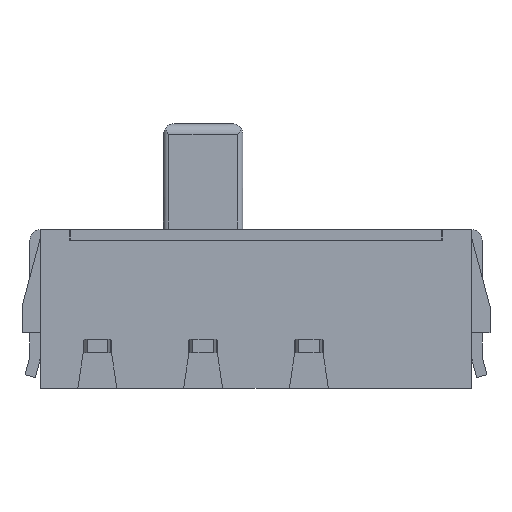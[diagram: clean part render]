
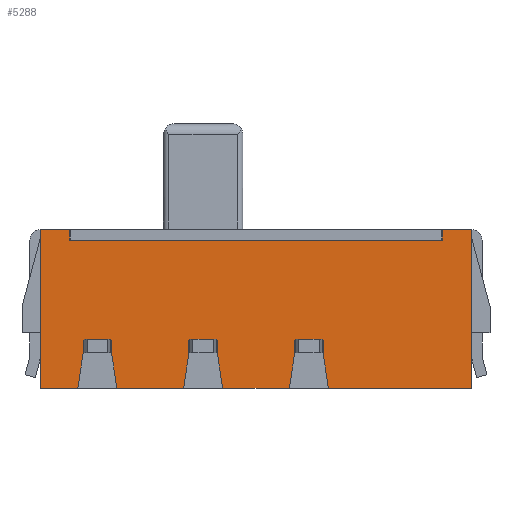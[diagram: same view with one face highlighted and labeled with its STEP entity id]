
A CAD part, front view. The second image highlights one B-rep face of the part: STEP entity #5288.
In plain terms, the highlighted planar face has unit normal (0, -1, 0).
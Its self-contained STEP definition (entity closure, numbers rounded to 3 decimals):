
#309=ORIENTED_EDGE('',*,*,#1394,.T.);
#310=ORIENTED_EDGE('',*,*,#1505,.T.);
#311=ORIENTED_EDGE('',*,*,#1506,.T.);
#312=ORIENTED_EDGE('',*,*,#1507,.T.);
#313=ORIENTED_EDGE('',*,*,#1508,.T.);
#314=ORIENTED_EDGE('',*,*,#1509,.T.);
#315=ORIENTED_EDGE('',*,*,#1510,.T.);
#316=ORIENTED_EDGE('',*,*,#1496,.F.);
#317=ORIENTED_EDGE('',*,*,#1511,.T.);
#318=ORIENTED_EDGE('',*,*,#1512,.T.);
#319=ORIENTED_EDGE('',*,*,#1390,.T.);
#320=ORIENTED_EDGE('',*,*,#1513,.T.);
#321=ORIENTED_EDGE('',*,*,#1514,.T.);
#322=ORIENTED_EDGE('',*,*,#1515,.T.);
#323=ORIENTED_EDGE('',*,*,#1516,.T.);
#324=ORIENTED_EDGE('',*,*,#1517,.T.);
#325=ORIENTED_EDGE('',*,*,#1518,.T.);
#326=ORIENTED_EDGE('',*,*,#1492,.F.);
#327=ORIENTED_EDGE('',*,*,#1519,.T.);
#328=ORIENTED_EDGE('',*,*,#1520,.T.);
#329=ORIENTED_EDGE('',*,*,#1386,.T.);
#330=ORIENTED_EDGE('',*,*,#1521,.T.);
#331=ORIENTED_EDGE('',*,*,#1522,.T.);
#332=ORIENTED_EDGE('',*,*,#1523,.T.);
#333=ORIENTED_EDGE('',*,*,#1524,.T.);
#334=ORIENTED_EDGE('',*,*,#1525,.T.);
#335=ORIENTED_EDGE('',*,*,#1526,.T.);
#336=ORIENTED_EDGE('',*,*,#1502,.F.);
#337=ORIENTED_EDGE('',*,*,#1405,.F.);
#338=ORIENTED_EDGE('',*,*,#1527,.F.);
#339=ORIENTED_EDGE('',*,*,#1528,.F.);
#340=ORIENTED_EDGE('',*,*,#1461,.F.);
#341=ORIENTED_EDGE('',*,*,#1529,.F.);
#342=ORIENTED_EDGE('',*,*,#1530,.F.);
#343=ORIENTED_EDGE('',*,*,#1446,.F.);
#344=ORIENTED_EDGE('',*,*,#1500,.F.);
#345=ORIENTED_EDGE('',*,*,#1531,.T.);
#346=ORIENTED_EDGE('',*,*,#1532,.T.);
#1386=EDGE_CURVE('',#1989,#1987,#2384,.T.);
#1390=EDGE_CURVE('',#1993,#1991,#2388,.T.);
#1394=EDGE_CURVE('',#1997,#1995,#2392,.T.);
#1405=EDGE_CURVE('',#2007,#2008,#2403,.T.);
#1446=EDGE_CURVE('',#2046,#2047,#2438,.T.);
#1461=EDGE_CURVE('',#2059,#2060,#2453,.T.);
#1492=EDGE_CURVE('',#2088,#2089,#2478,.T.);
#1496=EDGE_CURVE('',#2092,#2093,#2482,.T.);
#1500=EDGE_CURVE('',#2096,#2046,#2486,.T.);
#1502=EDGE_CURVE('',#2008,#2097,#2488,.T.);
#1505=EDGE_CURVE('',#1995,#2099,#2491,.T.);
#1506=EDGE_CURVE('',#2099,#2100,#2492,.T.);
#1507=EDGE_CURVE('',#2100,#2101,#2493,.T.);
#1508=EDGE_CURVE('',#2101,#2102,#2494,.T.);
#1509=EDGE_CURVE('',#2102,#2103,#2495,.T.);
#1510=EDGE_CURVE('',#2103,#2093,#2496,.T.);
#1511=EDGE_CURVE('',#2092,#2104,#2497,.T.);
#1512=EDGE_CURVE('',#2104,#1993,#2498,.T.);
#1513=EDGE_CURVE('',#1991,#2105,#2499,.T.);
#1514=EDGE_CURVE('',#2105,#2106,#2500,.T.);
#1515=EDGE_CURVE('',#2106,#2107,#2501,.T.);
#1516=EDGE_CURVE('',#2107,#2108,#2502,.T.);
#1517=EDGE_CURVE('',#2108,#2109,#2503,.T.);
#1518=EDGE_CURVE('',#2109,#2089,#2504,.T.);
#1519=EDGE_CURVE('',#2088,#2110,#2505,.T.);
#1520=EDGE_CURVE('',#2110,#1989,#2506,.T.);
#1521=EDGE_CURVE('',#1987,#2111,#2507,.T.);
#1522=EDGE_CURVE('',#2111,#2112,#2508,.T.);
#1523=EDGE_CURVE('',#2112,#2113,#2509,.T.);
#1524=EDGE_CURVE('',#2113,#2114,#2510,.T.);
#1525=EDGE_CURVE('',#2114,#2115,#2511,.T.);
#1526=EDGE_CURVE('',#2115,#2097,#2512,.T.);
#1527=EDGE_CURVE('',#2116,#2007,#2513,.T.);
#1528=EDGE_CURVE('',#2060,#2116,#2514,.T.);
#1529=EDGE_CURVE('',#2117,#2059,#2515,.T.);
#1530=EDGE_CURVE('',#2047,#2117,#2516,.T.);
#1531=EDGE_CURVE('',#2096,#2118,#2517,.T.);
#1532=EDGE_CURVE('',#2118,#1997,#2518,.T.);
#1987=VERTEX_POINT('',#6906);
#1989=VERTEX_POINT('',#6909);
#1991=VERTEX_POINT('',#6915);
#1993=VERTEX_POINT('',#6918);
#1995=VERTEX_POINT('',#6924);
#1997=VERTEX_POINT('',#6927);
#2007=VERTEX_POINT('',#6948);
#2008=VERTEX_POINT('',#6950);
#2046=VERTEX_POINT('',#7034);
#2047=VERTEX_POINT('',#7036);
#2059=VERTEX_POINT('',#7065);
#2060=VERTEX_POINT('',#7067);
#2088=VERTEX_POINT('',#7130);
#2089=VERTEX_POINT('',#7132);
#2092=VERTEX_POINT('',#7138);
#2093=VERTEX_POINT('',#7140);
#2096=VERTEX_POINT('',#7146);
#2097=VERTEX_POINT('',#7150);
#2099=VERTEX_POINT('',#7156);
#2100=VERTEX_POINT('',#7158);
#2101=VERTEX_POINT('',#7160);
#2102=VERTEX_POINT('',#7162);
#2103=VERTEX_POINT('',#7164);
#2104=VERTEX_POINT('',#7167);
#2105=VERTEX_POINT('',#7170);
#2106=VERTEX_POINT('',#7172);
#2107=VERTEX_POINT('',#7174);
#2108=VERTEX_POINT('',#7176);
#2109=VERTEX_POINT('',#7178);
#2110=VERTEX_POINT('',#7181);
#2111=VERTEX_POINT('',#7184);
#2112=VERTEX_POINT('',#7186);
#2113=VERTEX_POINT('',#7188);
#2114=VERTEX_POINT('',#7190);
#2115=VERTEX_POINT('',#7192);
#2116=VERTEX_POINT('',#7195);
#2117=VERTEX_POINT('',#7198);
#2118=VERTEX_POINT('',#7201);
#2384=LINE('',#6908,#2886);
#2388=LINE('',#6917,#2890);
#2392=LINE('',#6926,#2894);
#2403=LINE('',#6949,#2905);
#2438=LINE('',#7035,#2940);
#2453=LINE('',#7066,#2955);
#2478=LINE('',#7131,#2980);
#2482=LINE('',#7139,#2984);
#2486=LINE('',#7147,#2988);
#2488=LINE('',#7149,#2990);
#2491=LINE('',#7155,#2993);
#2492=LINE('',#7157,#2994);
#2493=LINE('',#7159,#2995);
#2494=LINE('',#7161,#2996);
#2495=LINE('',#7163,#2997);
#2496=LINE('',#7165,#2998);
#2497=LINE('',#7166,#2999);
#2498=LINE('',#7168,#3000);
#2499=LINE('',#7169,#3001);
#2500=LINE('',#7171,#3002);
#2501=LINE('',#7173,#3003);
#2502=LINE('',#7175,#3004);
#2503=LINE('',#7177,#3005);
#2504=LINE('',#7179,#3006);
#2505=LINE('',#7180,#3007);
#2506=LINE('',#7182,#3008);
#2507=LINE('',#7183,#3009);
#2508=LINE('',#7185,#3010);
#2509=LINE('',#7187,#3011);
#2510=LINE('',#7189,#3012);
#2511=LINE('',#7191,#3013);
#2512=LINE('',#7193,#3014);
#2513=LINE('',#7194,#3015);
#2514=LINE('',#7196,#3016);
#2515=LINE('',#7197,#3017);
#2516=LINE('',#7199,#3018);
#2517=LINE('',#7200,#3019);
#2518=LINE('',#7202,#3020);
#2886=VECTOR('',#5798,1000.);
#2890=VECTOR('',#5804,1000.);
#2894=VECTOR('',#5810,1000.);
#2905=VECTOR('',#5823,1000.);
#2940=VECTOR('',#5882,1000.);
#2955=VECTOR('',#5903,1000.);
#2980=VECTOR('',#5950,1000.);
#2984=VECTOR('',#5954,1000.);
#2988=VECTOR('',#5958,1000.);
#2990=VECTOR('',#5960,1000.);
#2993=VECTOR('',#5965,1000.);
#2994=VECTOR('',#5966,1000.);
#2995=VECTOR('',#5967,1000.);
#2996=VECTOR('',#5968,1000.);
#2997=VECTOR('',#5969,1000.);
#2998=VECTOR('',#5970,1000.);
#2999=VECTOR('',#5971,1000.);
#3000=VECTOR('',#5972,1000.);
#3001=VECTOR('',#5973,1000.);
#3002=VECTOR('',#5974,1000.);
#3003=VECTOR('',#5975,1000.);
#3004=VECTOR('',#5976,1000.);
#3005=VECTOR('',#5977,1000.);
#3006=VECTOR('',#5978,1000.);
#3007=VECTOR('',#5979,1000.);
#3008=VECTOR('',#5980,1000.);
#3009=VECTOR('',#5981,1000.);
#3010=VECTOR('',#5982,1000.);
#3011=VECTOR('',#5983,1000.);
#3012=VECTOR('',#5984,1000.);
#3013=VECTOR('',#5985,1000.);
#3014=VECTOR('',#5986,1000.);
#3015=VECTOR('',#5987,1000.);
#3016=VECTOR('',#5988,1000.);
#3017=VECTOR('',#5989,1000.);
#3018=VECTOR('',#5990,1000.);
#3019=VECTOR('',#5991,1000.);
#3020=VECTOR('',#5992,1000.);
#3409=EDGE_LOOP('',(#309,#310,#311,#312,#313,#314,#315,#316,#317,#318,#319,
#320,#321,#322,#323,#324,#325,#326,#327,#328,#329,#330,#331,#332,#333,#334,
#335,#336,#337,#338,#339,#340,#341,#342,#343,#344,#345,#346));
#3629=FACE_BOUND('',#3409,.T.);
#3845=PLANE('',#5520);
#5288=ADVANCED_FACE('',(#3629),#3845,.F.);
#5520=AXIS2_PLACEMENT_3D('',#7154,#5963,#5964);
#5798=DIRECTION('',(1.,0.,0.));
#5804=DIRECTION('',(1.,0.,0.));
#5810=DIRECTION('',(1.,0.,0.));
#5823=DIRECTION('',(0.,0.,-1.));
#5882=DIRECTION('',(0.,0.,1.));
#5903=DIRECTION('',(1.,0.,0.));
#5950=DIRECTION('',(-1.,0.,0.));
#5954=DIRECTION('',(-1.,0.,0.));
#5958=DIRECTION('',(-1.,0.,0.));
#5960=DIRECTION('',(-1.,0.,0.));
#5963=DIRECTION('',(0.,1.,0.));
#5964=DIRECTION('',(0.,0.,1.));
#5965=DIRECTION('',(0.,0.,1.));
#5966=DIRECTION('',(1.,0.,0.));
#5967=DIRECTION('',(0.,0.,-1.));
#5968=DIRECTION('',(1.,0.,0.));
#5969=DIRECTION('',(0.,0.,-1.));
#5970=DIRECTION('',(0.152,0.,-0.988));
#5971=DIRECTION('',(0.152,0.,0.988));
#5972=DIRECTION('',(0.,0.,1.));
#5973=DIRECTION('',(0.,0.,1.));
#5974=DIRECTION('',(1.,0.,0.));
#5975=DIRECTION('',(0.,0.,-1.));
#5976=DIRECTION('',(1.,0.,0.));
#5977=DIRECTION('',(0.,0.,-1.));
#5978=DIRECTION('',(0.152,0.,-0.988));
#5979=DIRECTION('',(0.152,0.,0.988));
#5980=DIRECTION('',(0.,0.,1.));
#5981=DIRECTION('',(0.,0.,1.));
#5982=DIRECTION('',(1.,0.,0.));
#5983=DIRECTION('',(0.,0.,-1.));
#5984=DIRECTION('',(1.,0.,0.));
#5985=DIRECTION('',(0.,0.,-1.));
#5986=DIRECTION('',(0.152,0.,-0.988));
#5987=DIRECTION('',(1.,0.,0.));
#5988=DIRECTION('',(0.,0.,1.));
#5989=DIRECTION('',(0.,0.,-1.));
#5990=DIRECTION('',(1.,0.,0.));
#5991=DIRECTION('',(0.152,0.,0.988));
#5992=DIRECTION('',(0.,0.,1.));
#6906=CARTESIAN_POINT('',(0.75,-1.,-2.1));
#6908=CARTESIAN_POINT('',(0.73,-1.,-2.1));
#6909=CARTESIAN_POINT('',(0.73,-1.,-2.1));
#6915=CARTESIAN_POINT('',(-1.25,-1.,-2.1));
#6917=CARTESIAN_POINT('',(-1.27,-1.,-2.1));
#6918=CARTESIAN_POINT('',(-1.27,-1.,-2.1));
#6924=CARTESIAN_POINT('',(-3.25,-1.,-2.1));
#6926=CARTESIAN_POINT('',(-3.27,-1.,-2.1));
#6927=CARTESIAN_POINT('',(-3.27,-1.,-2.1));
#6948=CARTESIAN_POINT('',(4.075,-1.,0.));
#6949=CARTESIAN_POINT('',(4.075,-1.,0.));
#6950=CARTESIAN_POINT('',(4.075,-1.,-3.));
#7034=CARTESIAN_POINT('',(-4.075,-1.,-3.));
#7035=CARTESIAN_POINT('',(-4.075,-1.,-3.));
#7036=CARTESIAN_POINT('',(-4.075,-1.,0.));
#7065=CARTESIAN_POINT('',(-3.525,-1.,-0.2));
#7066=CARTESIAN_POINT('',(-3.525,-1.,-0.2));
#7067=CARTESIAN_POINT('',(3.525,-1.,-0.2));
#7130=CARTESIAN_POINT('',(0.63,-1.,-3.));
#7131=CARTESIAN_POINT('',(4.075,-1.,-3.));
#7132=CARTESIAN_POINT('',(-0.63,-1.,-3.));
#7138=CARTESIAN_POINT('',(-1.37,-1.,-3.));
#7139=CARTESIAN_POINT('',(4.075,-1.,-3.));
#7140=CARTESIAN_POINT('',(-2.63,-1.,-3.));
#7146=CARTESIAN_POINT('',(-3.37,-1.,-3.));
#7147=CARTESIAN_POINT('',(4.075,-1.,-3.));
#7149=CARTESIAN_POINT('',(4.075,-1.,-3.));
#7150=CARTESIAN_POINT('',(1.37,-1.,-3.));
#7154=CARTESIAN_POINT('',(0.,-1.,0.));
#7155=CARTESIAN_POINT('',(-3.25,-1.,0.));
#7156=CARTESIAN_POINT('',(-3.25,-1.,-2.075));
#7157=CARTESIAN_POINT('',(0.,-1.,-2.075));
#7158=CARTESIAN_POINT('',(-2.75,-1.,-2.075));
#7159=CARTESIAN_POINT('',(-2.75,-1.,0.));
#7160=CARTESIAN_POINT('',(-2.75,-1.,-2.1));
#7161=CARTESIAN_POINT('',(-3.27,-1.,-2.1));
#7162=CARTESIAN_POINT('',(-2.73,-1.,-2.1));
#7163=CARTESIAN_POINT('',(-2.73,-1.,-2.1));
#7164=CARTESIAN_POINT('',(-2.73,-1.,-2.351));
#7165=CARTESIAN_POINT('',(-2.73,-1.,-2.351));
#7166=CARTESIAN_POINT('',(-1.37,-1.,-3.));
#7167=CARTESIAN_POINT('',(-1.27,-1.,-2.351));
#7168=CARTESIAN_POINT('',(-1.27,-1.,-2.351));
#7169=CARTESIAN_POINT('',(-1.25,-1.,0.));
#7170=CARTESIAN_POINT('',(-1.25,-1.,-2.075));
#7171=CARTESIAN_POINT('',(0.,-1.,-2.075));
#7172=CARTESIAN_POINT('',(-0.75,-1.,-2.075));
#7173=CARTESIAN_POINT('',(-0.75,-1.,0.));
#7174=CARTESIAN_POINT('',(-0.75,-1.,-2.1));
#7175=CARTESIAN_POINT('',(-1.27,-1.,-2.1));
#7176=CARTESIAN_POINT('',(-0.73,-1.,-2.1));
#7177=CARTESIAN_POINT('',(-0.73,-1.,-2.1));
#7178=CARTESIAN_POINT('',(-0.73,-1.,-2.351));
#7179=CARTESIAN_POINT('',(-0.73,-1.,-2.351));
#7180=CARTESIAN_POINT('',(0.63,-1.,-3.));
#7181=CARTESIAN_POINT('',(0.73,-1.,-2.351));
#7182=CARTESIAN_POINT('',(0.73,-1.,-2.351));
#7183=CARTESIAN_POINT('',(0.75,-1.,0.));
#7184=CARTESIAN_POINT('',(0.75,-1.,-2.075));
#7185=CARTESIAN_POINT('',(0.,-1.,-2.075));
#7186=CARTESIAN_POINT('',(1.25,-1.,-2.075));
#7187=CARTESIAN_POINT('',(1.25,-1.,0.));
#7188=CARTESIAN_POINT('',(1.25,-1.,-2.1));
#7189=CARTESIAN_POINT('',(0.73,-1.,-2.1));
#7190=CARTESIAN_POINT('',(1.27,-1.,-2.1));
#7191=CARTESIAN_POINT('',(1.27,-1.,-2.1));
#7192=CARTESIAN_POINT('',(1.27,-1.,-2.351));
#7193=CARTESIAN_POINT('',(1.27,-1.,-2.351));
#7194=CARTESIAN_POINT('',(3.525,-1.,0.));
#7195=CARTESIAN_POINT('',(3.525,-1.,0.));
#7196=CARTESIAN_POINT('',(3.525,-1.,-0.2));
#7197=CARTESIAN_POINT('',(-3.525,-1.,0.));
#7198=CARTESIAN_POINT('',(-3.525,-1.,0.));
#7199=CARTESIAN_POINT('',(-4.075,-1.,0.));
#7200=CARTESIAN_POINT('',(-3.37,-1.,-3.));
#7201=CARTESIAN_POINT('',(-3.27,-1.,-2.351));
#7202=CARTESIAN_POINT('',(-3.27,-1.,-2.351));
